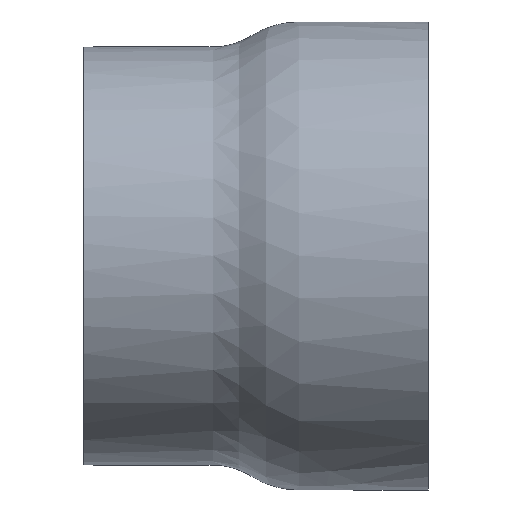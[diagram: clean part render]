
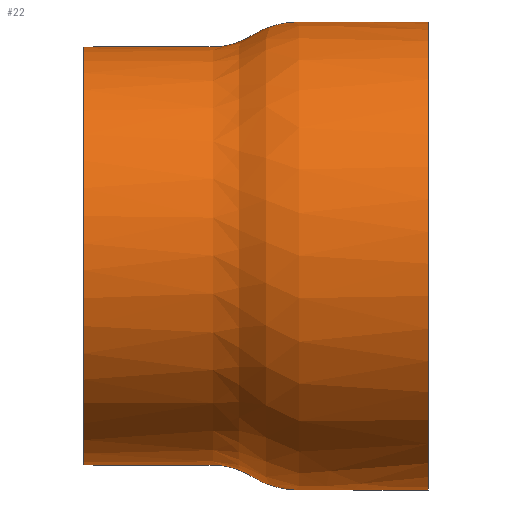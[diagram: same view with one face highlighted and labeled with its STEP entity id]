
A CAD part, top view. The second image highlights one B-rep face of the part: STEP entity #22.
In plain terms, the highlighted free-form (B-spline) face has degree [2, 2] with [9, 5] control points.
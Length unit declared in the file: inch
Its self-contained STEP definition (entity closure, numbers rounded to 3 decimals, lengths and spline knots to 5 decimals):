
#22=ADVANCED_FACE('',(#32),#141,.T.);
#32=FACE_OUTER_BOUND('',#42,.T.);
#42=EDGE_LOOP('',(#76,#77,#78,#79));
#76=ORIENTED_EDGE('',*,*,#101,.T.);
#77=ORIENTED_EDGE('',*,*,#102,.T.);
#78=ORIENTED_EDGE('',*,*,#88,.F.);
#79=ORIENTED_EDGE('',*,*,#100,.F.);
#88=EDGE_CURVE('',#127,#126,#108,.T.);
#100=EDGE_CURVE('',#132,#127,#120,.T.);
#101=EDGE_CURVE('',#132,#133,#121,.T.);
#102=EDGE_CURVE('',#133,#126,#122,.T.);
#108=(
BOUNDED_CURVE()
B_SPLINE_CURVE(2,(#447,#448,#449,#450,#451,#452,#453,#454,#455),
 .UNSPECIFIED.,.F.,.F.)
B_SPLINE_CURVE_WITH_KNOTS((3,2,2,2,3),(4.17349,5.67349,
6.20119,6.72888,8.22888),.UNSPECIFIED.)
CURVE()
GEOMETRIC_REPRESENTATION_ITEM()
RATIONAL_B_SPLINE_CURVE((1.,1.,1.,0.96,1.,0.96,
1.,1.,1.))
REPRESENTATION_ITEM('')
);
#120=(
BOUNDED_CURVE()
B_SPLINE_CURVE(2,(#507,#508,#509,#510,#511),.UNSPECIFIED.,.F.,.F.)
B_SPLINE_CURVE_WITH_KNOTS((3,2,3),(8.53134,12.79701,17.06268),
 .UNSPECIFIED.)
CURVE()
GEOMETRIC_REPRESENTATION_ITEM()
RATIONAL_B_SPLINE_CURVE((1.,0.707,1.,0.707,1.))
REPRESENTATION_ITEM('')
);
#121=(
BOUNDED_CURVE()
B_SPLINE_CURVE(2,(#512,#513,#514,#515,#516,#517,#518,#519,#520),
 .UNSPECIFIED.,.F.,.F.)
B_SPLINE_CURVE_WITH_KNOTS((3,2,2,2,3),(4.17349,5.67349,
6.20119,6.72888,8.22888),.UNSPECIFIED.)
CURVE()
GEOMETRIC_REPRESENTATION_ITEM()
RATIONAL_B_SPLINE_CURVE((1.,1.,1.,0.96,1.,0.96,
1.,1.,1.))
REPRESENTATION_ITEM('')
);
#122=(
BOUNDED_CURVE()
B_SPLINE_CURVE(2,(#521,#522,#523,#524,#525),.UNSPECIFIED.,.F.,.F.)
B_SPLINE_CURVE_WITH_KNOTS((3,2,3),(8.53134,12.79701,17.06268),
 .UNSPECIFIED.)
CURVE()
GEOMETRIC_REPRESENTATION_ITEM()
RATIONAL_B_SPLINE_CURVE((1.,0.707,1.,0.707,1.))
REPRESENTATION_ITEM('')
);
#126=VERTEX_POINT('',#421);
#127=VERTEX_POINT('',#422);
#132=VERTEX_POINT('',#427);
#133=VERTEX_POINT('',#428);
#141=(
BOUNDED_SURFACE()
B_SPLINE_SURFACE(2,2,((#373,#374,#375,#376,#377),(#378,#379,#380,#381,#382),
(#383,#384,#385,#386,#387),(#388,#389,#390,#391,#392),(#393,#394,#395,#396,
#397),(#398,#399,#400,#401,#402),(#403,#404,#405,#406,#407),(#408,#409,
#410,#411,#412),(#413,#414,#415,#416,#417)),.UNSPECIFIED.,.F.,.F.,.F.)
B_SPLINE_SURFACE_WITH_KNOTS((3,2,2,2,3),(3,2,3),(4.17349,5.67349,
6.20119,6.72888,8.22888),(8.53134,12.79701,
17.06268),.UNSPECIFIED.)
GEOMETRIC_REPRESENTATION_ITEM()
RATIONAL_B_SPLINE_SURFACE(((1.,0.707,1.,0.707,1.),
(1.,0.707,1.,0.707,1.),(1.,0.707,1.,
0.707,1.),(0.96,0.679,0.96,
0.679,0.96),(1.,0.707,1.,0.707,
1.),(0.96,0.679,0.96,0.679,
0.96),(1.,0.707,1.,0.707,1.),(1.,0.707,
1.,0.707,1.),(1.,0.707,1.,0.707,1.)))
REPRESENTATION_ITEM('')
SURFACE()
);
#373=CARTESIAN_POINT('',(-4.,-2.425,0.));
#374=CARTESIAN_POINT('',(-4.,-2.425,2.425));
#375=CARTESIAN_POINT('',(-4.,0.,2.425));
#376=CARTESIAN_POINT('',(-4.,2.425,2.425));
#377=CARTESIAN_POINT('',(-4.,2.425,0.));
#378=CARTESIAN_POINT('',(-3.25,-2.425,0.));
#379=CARTESIAN_POINT('',(-3.25,-2.425,2.425));
#380=CARTESIAN_POINT('',(-3.25,0.,2.425));
#381=CARTESIAN_POINT('',(-3.25,2.425,2.425));
#382=CARTESIAN_POINT('',(-3.25,2.425,0.));
#383=CARTESIAN_POINT('',(-2.5,-2.425,0.));
#384=CARTESIAN_POINT('',(-2.5,-2.425,2.425));
#385=CARTESIAN_POINT('',(-2.5,0.,2.425));
#386=CARTESIAN_POINT('',(-2.5,2.425,2.425));
#387=CARTESIAN_POINT('',(-2.5,2.425,0.));
#388=CARTESIAN_POINT('',(-2.26321,-2.425,0.));
#389=CARTESIAN_POINT('',(-2.26321,-2.425,2.425));
#390=CARTESIAN_POINT('',(-2.26321,0.,2.425));
#391=CARTESIAN_POINT('',(-2.26321,2.425,2.425));
#392=CARTESIAN_POINT('',(-2.26321,2.425,0.));
#393=CARTESIAN_POINT('',(-2.0633,-2.55191,0.));
#394=CARTESIAN_POINT('',(-2.0633,-2.55191,2.55191));
#395=CARTESIAN_POINT('',(-2.0633,0.,2.55191));
#396=CARTESIAN_POINT('',(-2.0633,2.55191,2.55191));
#397=CARTESIAN_POINT('',(-2.0633,2.55191,0.));
#398=CARTESIAN_POINT('',(-1.80544,-2.71561,0.));
#399=CARTESIAN_POINT('',(-1.80544,-2.71561,2.71561));
#400=CARTESIAN_POINT('',(-1.80544,0.,2.71561));
#401=CARTESIAN_POINT('',(-1.80544,2.71561,2.71561));
#402=CARTESIAN_POINT('',(-1.80544,2.71561,0.));
#403=CARTESIAN_POINT('',(-1.5,-2.71561,0.));
#404=CARTESIAN_POINT('',(-1.5,-2.71561,2.71561));
#405=CARTESIAN_POINT('',(-1.5,0.,2.71561));
#406=CARTESIAN_POINT('',(-1.5,2.71561,2.71561));
#407=CARTESIAN_POINT('',(-1.5,2.71561,0.));
#408=CARTESIAN_POINT('',(-0.75,-2.71561,0.));
#409=CARTESIAN_POINT('',(-0.75,-2.71561,2.71561));
#410=CARTESIAN_POINT('',(-0.75,0.,2.71561));
#411=CARTESIAN_POINT('',(-0.75,2.71561,2.71561));
#412=CARTESIAN_POINT('',(-0.75,2.71561,0.));
#413=CARTESIAN_POINT('',(0.,-2.71561,0.));
#414=CARTESIAN_POINT('',(0.,-2.71561,2.71561));
#415=CARTESIAN_POINT('',(0.,0.,2.71561));
#416=CARTESIAN_POINT('',(0.,2.71561,2.71561));
#417=CARTESIAN_POINT('',(0.,2.71561,0.));
#421=CARTESIAN_POINT('',(0.,2.71561,0.));
#422=CARTESIAN_POINT('',(-4.,2.425,0.));
#427=CARTESIAN_POINT('',(-4.,-2.425,0.));
#428=CARTESIAN_POINT('',(0.,-2.71561,0.));
#447=CARTESIAN_POINT('',(-4.,2.425,0.));
#448=CARTESIAN_POINT('',(-3.25,2.425,0.));
#449=CARTESIAN_POINT('',(-2.5,2.425,0.));
#450=CARTESIAN_POINT('',(-2.26321,2.425,0.));
#451=CARTESIAN_POINT('',(-2.0633,2.55191,0.));
#452=CARTESIAN_POINT('',(-1.80544,2.71561,0.));
#453=CARTESIAN_POINT('',(-1.5,2.71561,0.));
#454=CARTESIAN_POINT('',(-0.75,2.71561,0.));
#455=CARTESIAN_POINT('',(0.,2.71561,0.));
#507=CARTESIAN_POINT('',(-4.,-2.425,0.));
#508=CARTESIAN_POINT('',(-4.,-2.425,2.425));
#509=CARTESIAN_POINT('',(-4.,0.,2.425));
#510=CARTESIAN_POINT('',(-4.,2.425,2.425));
#511=CARTESIAN_POINT('',(-4.,2.425,0.));
#512=CARTESIAN_POINT('',(-4.,-2.425,0.));
#513=CARTESIAN_POINT('',(-3.25,-2.425,0.));
#514=CARTESIAN_POINT('',(-2.5,-2.425,0.));
#515=CARTESIAN_POINT('',(-2.26321,-2.425,0.));
#516=CARTESIAN_POINT('',(-2.0633,-2.55191,0.));
#517=CARTESIAN_POINT('',(-1.80544,-2.71561,0.));
#518=CARTESIAN_POINT('',(-1.5,-2.71561,0.));
#519=CARTESIAN_POINT('',(-0.75,-2.71561,0.));
#520=CARTESIAN_POINT('',(0.,-2.71561,0.));
#521=CARTESIAN_POINT('',(0.,-2.71561,0.));
#522=CARTESIAN_POINT('',(0.,-2.71561,2.71561));
#523=CARTESIAN_POINT('',(0.,0.,2.71561));
#524=CARTESIAN_POINT('',(0.,2.71561,2.71561));
#525=CARTESIAN_POINT('',(0.,2.71561,0.));
